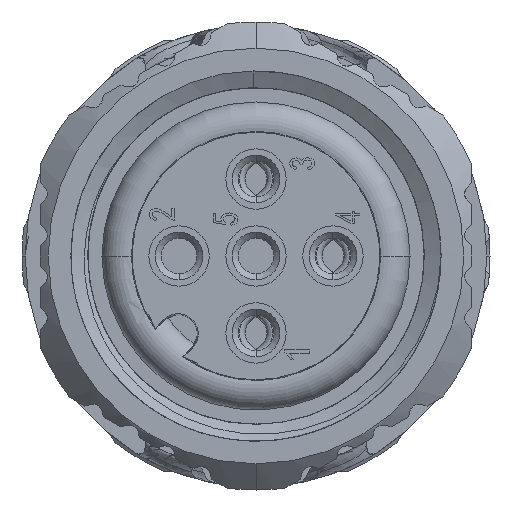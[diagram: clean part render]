
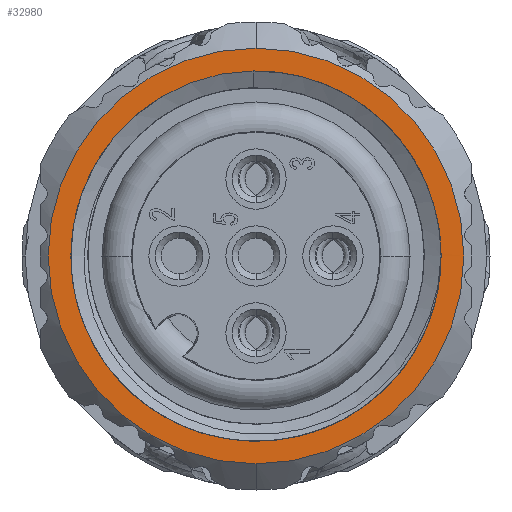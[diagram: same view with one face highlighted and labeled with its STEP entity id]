
A CAD part, front view. The second image highlights one B-rep face of the part: STEP entity #32980.
In plain terms, the highlighted planar face has unit normal (0, -1, 0).
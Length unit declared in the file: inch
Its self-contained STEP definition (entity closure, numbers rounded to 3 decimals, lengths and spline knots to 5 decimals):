
#9045=CARTESIAN_POINT('',(0.,-6.15354,0.));
#9046=DIRECTION('',(0.,1.,0.));
#9047=DIRECTION('',(-1.,0.,0.));
#9048=AXIS2_PLACEMENT_3D('',#9045,#9046,#9047);
#9050=CARTESIAN_POINT('',(0.23665,-6.15345,
-0.00002));
#9051=CARTESIAN_POINT('',(0.23665,-6.15345,
-0.0228));
#9052=CARTESIAN_POINT('',(0.23068,-6.15359,-0.06664));
#9053=CARTESIAN_POINT('',(0.20165,-6.15353,
-0.13043));
#9054=CARTESIAN_POINT('',(0.15689,-6.15355,
-0.18157));
#9055=CARTESIAN_POINT('',(0.10006,-6.15354,
-0.21814));
#9056=CARTESIAN_POINT('',(0.03534,-6.15354,
-0.23729));
#9057=CARTESIAN_POINT('',(-0.03096,-6.15354,
-0.23787));
#9058=CARTESIAN_POINT('',(-0.09565,-6.15354,
-0.2201));
#9059=CARTESIAN_POINT('',(-0.15354,-6.15354,
-0.18451));
#9060=CARTESIAN_POINT('',(-0.19984,-6.15354,
-0.13336));
#9061=CARTESIAN_POINT('',(-0.23,-6.15354,
-0.06918));
#9062=CARTESIAN_POINT('',(-0.23681,-6.15354,
-0.02383));
#9063=CARTESIAN_POINT('',(-0.23681,-6.15354,
0.));
#9065=CARTESIAN_POINT('',(0.,-6.15354,0.));
#9066=DIRECTION('',(0.,-1.,0.));
#9067=DIRECTION('',(0.,0.,-1.));
#9068=AXIS2_PLACEMENT_3D('',#9065,#9066,#9067);
#9070=CARTESIAN_POINT('',(0.,-6.15354,0.));
#9071=DIRECTION('',(0.,-1.,0.));
#9072=DIRECTION('',(0.,0.,1.));
#9073=AXIS2_PLACEMENT_3D('',#9070,#9071,#9072);
#9144=CARTESIAN_POINT('',(0.23661,-6.15354,
0.00365));
#9145=CARTESIAN_POINT('',(0.23629,-6.15354,
0.02475));
#9146=CARTESIAN_POINT('',(0.23022,-6.15354,
0.06528));
#9147=CARTESIAN_POINT('',(0.20533,-6.15354,
0.12309));
#9148=CARTESIAN_POINT('',(0.16656,-6.15354,
0.17185));
#9149=CARTESIAN_POINT('',(0.11634,-6.15354,
0.20926));
#9150=CARTESIAN_POINT('',(0.05787,-6.15356,
0.23213));
#9151=CARTESIAN_POINT('',(0.01733,-6.15351,
0.23702));
#9152=CARTESIAN_POINT('',(-0.00383,-6.15351,
0.23667));
#9154=CARTESIAN_POINT('',(0.23665,-6.15345,
-0.00002));
#9155=CARTESIAN_POINT('',(0.23665,-6.15345,
0.00043));
#9156=CARTESIAN_POINT('',(0.23665,-6.15359,
0.00121));
#9157=CARTESIAN_POINT('',(0.23661,-6.15353,
0.00244));
#9158=CARTESIAN_POINT('',(0.23661,-6.15354,
0.00325));
#9159=CARTESIAN_POINT('',(0.23661,-6.15354,
0.00365));
#11856=CARTESIAN_POINT('',(0.23665,-6.15345,
-0.00002));
#19207=CARTESIAN_POINT('',(-0.00383,-6.15351,
0.23667));
#19209=VERTEX_POINT('',#19207);
#19214=VERTEX_POINT('',#11856);
#19216=CARTESIAN_POINT('',(-0.23681,-6.15354,
0.));
#19217=VERTEX_POINT('',#19216);
#19218=CARTESIAN_POINT('',(0.,-6.15354,0.26575));
#19219=CARTESIAN_POINT('',(0.,-6.15354,-0.26575));
#19220=VERTEX_POINT('',#19218);
#19221=VERTEX_POINT('',#19219);
#19222=VERTEX_POINT('',#9159);
#32961=CARTESIAN_POINT('',(0.,-6.15354,0.));
#32962=DIRECTION('',(0.,1.,0.));
#32963=DIRECTION('',(1.,0.,0.));
#32964=AXIS2_PLACEMENT_3D('',#32961,#32962,#32963);
#32965=PLANE('',#32964);
#32966=ORIENTED_EDGE('',*,*,#31996,.F.);
#32967=ORIENTED_EDGE('',*,*,#31216,.F.);
#32968=EDGE_LOOP('',(#32966,#32967));
#32969=FACE_OUTER_BOUND('',#32968,.F.);
#32971=ORIENTED_EDGE('',*,*,#32970,.T.);
#32973=ORIENTED_EDGE('',*,*,#32972,.F.);
#32975=ORIENTED_EDGE('',*,*,#32974,.F.);
#32977=ORIENTED_EDGE('',*,*,#32976,.T.);
#32978=EDGE_LOOP('',(#32971,#32973,#32975,#32977));
#32979=FACE_BOUND('',#32978,.F.);
#32980=ADVANCED_FACE('',(#32969,#32979),#32965,.F.);
#9049=CIRCLE('',#9048,0.23681);
#9064=B_SPLINE_CURVE_WITH_KNOTS('',3,(#9050,#9051,#9052,#9053,#9054,#9055,#9056,
#9057,#9058,#9059,#9060,#9061,#9062,#9063),.UNSPECIFIED.,.F.,.F.,(4,1,1,1,1,1,1,
1,1,1,1,4),(0.,0.09091,0.18182,0.27273,
0.36364,0.45455,0.54545,0.63636,
0.72727,0.81818,0.90909,1.),.UNSPECIFIED.);
#9069=CIRCLE('',#9068,0.26575);
#9074=CIRCLE('',#9073,0.26575);
#9153=B_SPLINE_CURVE_WITH_KNOTS('',3,(#9144,#9145,#9146,#9147,#9148,#9149,#9150,
#9151,#9152),.UNSPECIFIED.,.F.,.F.,(4,1,1,1,1,1,4),(0.,0.16667,
0.33333,0.5,0.66667,0.83333,1.),
.UNSPECIFIED.);
#9160=B_SPLINE_CURVE_WITH_KNOTS('',3,(#9154,#9155,#9156,#9157,#9158,#9159),
.UNSPECIFIED.,.F.,.F.,(4,1,1,4),(0.,0.33333,0.66667,1.),
.UNSPECIFIED.);
#31216=EDGE_CURVE('',#19220,#19221,#9074,.T.);
#31996=EDGE_CURVE('',#19221,#19220,#9069,.T.);
#32970=EDGE_CURVE('',#19222,#19209,#9153,.T.);
#32972=EDGE_CURVE('',#19217,#19209,#9049,.T.);
#32974=EDGE_CURVE('',#19214,#19217,#9064,.T.);
#32976=EDGE_CURVE('',#19214,#19222,#9160,.T.);
